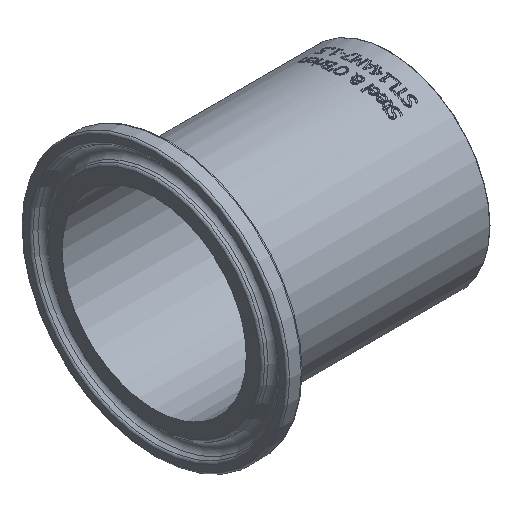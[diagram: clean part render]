
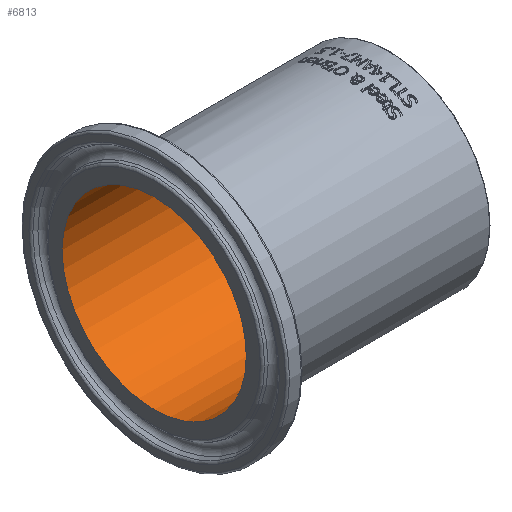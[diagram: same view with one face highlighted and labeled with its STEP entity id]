
A CAD part, isometric view. The second image highlights one B-rep face of the part: STEP entity #6813.
In plain terms, the highlighted cylindrical face has radius 17.399 mm (diameter 34.798 mm), a full revolution.
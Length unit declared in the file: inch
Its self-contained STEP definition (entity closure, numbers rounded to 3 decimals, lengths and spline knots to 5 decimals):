
#112=FACE_BOUND('',#1245,.T.);
#820=FACE_OUTER_BOUND('',#1244,.T.);
#1244=EDGE_LOOP('',(#6353));
#1245=EDGE_LOOP('',(#6354));
#1440=CIRCLE('',#7263,0.685);
#1442=CIRCLE('',#7267,0.685);
#3365=VERTEX_POINT('',#14648);
#3367=VERTEX_POINT('',#14654);
#4366=EDGE_CURVE('',#3365,#3365,#1440,.T.);
#4368=EDGE_CURVE('',#3367,#3367,#1442,.T.);
#6353=ORIENTED_EDGE('',*,*,#4368,.F.);
#6354=ORIENTED_EDGE('',*,*,#4366,.F.);
#6413=CYLINDRICAL_SURFACE('',#7266,0.685);
#6813=ADVANCED_FACE('',(#820,#112),#6413,.F.);
#7263=AXIS2_PLACEMENT_3D('',#14649,#8634,#8635);
#7266=AXIS2_PLACEMENT_3D('',#14653,#8640,#8641);
#7267=AXIS2_PLACEMENT_3D('',#14655,#8642,#8643);
#8634=DIRECTION('center_axis',(-1.,0.,0.));
#8635=DIRECTION('ref_axis',(0.,-1.,0.));
#8640=DIRECTION('center_axis',(1.,0.,0.));
#8641=DIRECTION('ref_axis',(0.,1.,0.));
#8642=DIRECTION('center_axis',(1.,0.,0.));
#8643=DIRECTION('ref_axis',(0.,0.,-1.));
#14648=CARTESIAN_POINT('',(1.745,0.685,0.));
#14649=CARTESIAN_POINT('Origin',(1.745,0.,0.));
#14653=CARTESIAN_POINT('Origin',(0.8905,0.,0.));
#14654=CARTESIAN_POINT('',(0.,0.685,0.));
#14655=CARTESIAN_POINT('Origin',(0.,0.,0.));
